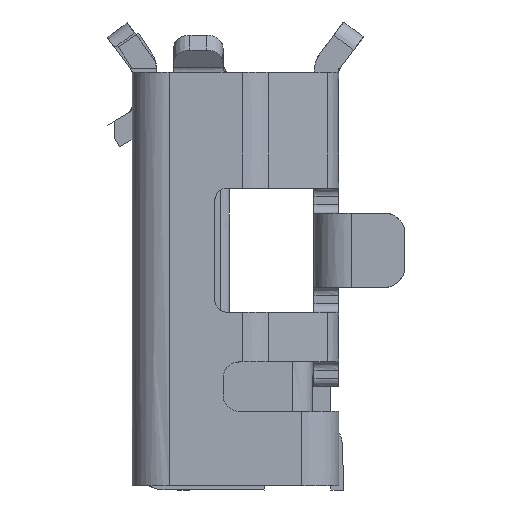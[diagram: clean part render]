
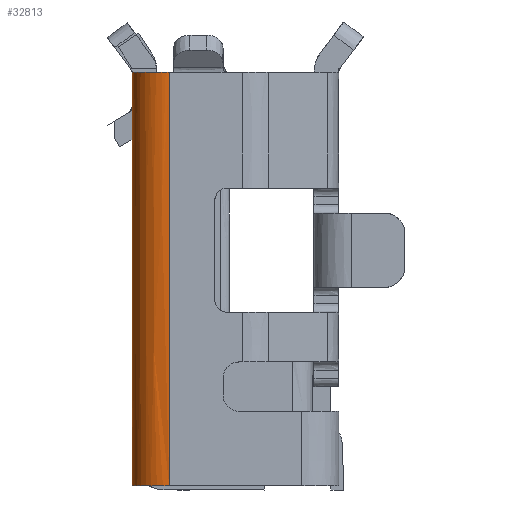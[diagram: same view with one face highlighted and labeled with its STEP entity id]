
A CAD part, left-side view. The second image highlights one B-rep face of the part: STEP entity #32813.
In plain terms, the highlighted free-form (B-spline) face has degree [3, 3] with [10, 4] control points.
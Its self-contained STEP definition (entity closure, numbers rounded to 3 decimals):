
#395 = CARTESIAN_POINT ( 'NONE',  ( 94.25, 2.425, 2.8 ) ) ;
#1047 = EDGE_CURVE ( 'NONE', #21950, #4362, #24529, .T. ) ;
#1124 = FACE_OUTER_BOUND ( 'NONE', #25534, .T. ) ;
#1323 = VECTOR ( 'NONE', #25584, 1000. ) ;
#1848 = CARTESIAN_POINT ( 'NONE',  ( 94.714, 2.875, 1.933 ) ) ;
#1976 = CARTESIAN_POINT ( 'NONE',  ( 94.679, 2.876, 5.4 ) ) ;
#2116 = CARTESIAN_POINT ( 'NONE',  ( 94.344, 2.707, 0.2 ) ) ;
#2242 = CARTESIAN_POINT ( 'NONE',  ( 94.249, 2.446, 1.933 ) ) ;
#2514 = CARTESIAN_POINT ( 'NONE',  ( 94.604, 2.868, 0.3 ) ) ;
#2947 = ORIENTED_EDGE ( 'NONE', *, *, #17029, .F. ) ;
#3466 = CARTESIAN_POINT ( 'NONE',  ( 94.25, 2.425, 0.3 ) ) ;
#4362 = VERTEX_POINT ( 'NONE', #20595 ) ;
#4863 = CARTESIAN_POINT ( 'NONE',  ( 94.609, 2.87, 1.933 ) ) ;
#4975 = CARTESIAN_POINT ( 'NONE',  ( 94.344, 2.707, 3.667 ) ) ;
#5095 = CARTESIAN_POINT ( 'NONE',  ( 94.249, 2.446, 5.4 ) ) ;
#5100 = ORIENTED_EDGE ( 'NONE', *, *, #9391, .T. ) ;
#5130 = CARTESIAN_POINT ( 'NONE',  ( 94.25, 2.425, 0.3 ) ) ;
#5378 = CARTESIAN_POINT ( 'NONE',  ( 94.7, 2.875, 0.3 ) ) ;
#7053 = ORIENTED_EDGE ( 'NONE', *, *, #10244, .F. ) ;
#7712 = CARTESIAN_POINT ( 'NONE',  ( 94.609, 2.87, 5.4 ) ) ;
#7840 = CARTESIAN_POINT ( 'NONE',  ( 94.288, 2.617, 0.2 ) ) ;
#7969 = CARTESIAN_POINT ( 'NONE',  ( 94.25, 2.411, 1.933 ) ) ;
#8122 = CARTESIAN_POINT ( 'NONE',  ( 94.25, 2.455, 0.3 ) ) ;
#9391 = EDGE_CURVE ( 'NONE', #21950, #15363, #23932, .T. ) ;
#9418 = B_SPLINE_CURVE_WITH_KNOTS ( 'NONE', 3,
 ( #5130, #8122, #13817, #33136, #16694, #35688, #19533, #2514, #22351, #5378 ),
 .UNSPECIFIED., .F., .F.,
 ( 4, 1, 1, 1, 1, 1, 1, 4 ),
 ( 0., 0., 0., 0., 0., 0.001, 0.001, 0.001 ),
 .UNSPECIFIED. ) ;
#10244 = EDGE_CURVE ( 'NONE', #4362, #17925, #35935, .T. ) ;
#10562 = CARTESIAN_POINT ( 'NONE',  ( 94.508, 2.837, 1.933 ) ) ;
#10690 = CARTESIAN_POINT ( 'NONE',  ( 94.288, 2.617, 3.667 ) ) ;
#10808 = CARTESIAN_POINT ( 'NONE',  ( 94.25, 2.411, 5.4 ) ) ;
#12289 = CARTESIAN_POINT ( 'NONE',  ( 94.7, 2.875, 5.3 ) ) ;
#13272 = CARTESIAN_POINT ( 'NONE',  ( 94.714, 2.875, 3.667 ) ) ;
#13394 = CARTESIAN_POINT ( 'NONE',  ( 94.508, 2.837, 5.4 ) ) ;
#13527 = CARTESIAN_POINT ( 'NONE',  ( 94.255, 2.516, 0.2 ) ) ;
#13817 = CARTESIAN_POINT ( 'NONE',  ( 94.257, 2.521, 0.3 ) ) ;
#14113 = CARTESIAN_POINT ( 'NONE',  ( 94.67, 2.875, 5.3 ) ) ;
#14220 = CARTESIAN_POINT ( 'NONE',  ( 94.7, 2.875, 5.3 ) ) ;
#14342 = CARTESIAN_POINT ( 'NONE',  ( 94.604, 2.868, 5.3 ) ) ;
#14516 = CARTESIAN_POINT ( 'NONE',  ( 94.508, 2.837, 5.3 ) ) ;
#14640 = CARTESIAN_POINT ( 'NONE',  ( 94.418, 2.781, 5.3 ) ) ;
#14718 = CARTESIAN_POINT ( 'NONE',  ( 94.344, 2.707, 5.3 ) ) ;
#14790 = CARTESIAN_POINT ( 'NONE',  ( 94.288, 2.617, 5.3 ) ) ;
#14840 = CARTESIAN_POINT ( 'NONE',  ( 94.257, 2.521, 5.3 ) ) ;
#14890 = CARTESIAN_POINT ( 'NONE',  ( 94.25, 2.455, 5.3 ) ) ;
#14965 = CARTESIAN_POINT ( 'NONE',  ( 94.25, 2.425, 5.3 ) ) ;
#15045 = VECTOR ( 'NONE', #23312, 1000. ) ;
#15363 = VERTEX_POINT ( 'NONE', #25423 ) ;
#16152 = CARTESIAN_POINT ( 'NONE',  ( 94.679, 2.876, 0.2 ) ) ;
#16289 = CARTESIAN_POINT ( 'NONE',  ( 94.418, 2.781, 1.933 ) ) ;
#16420 = CARTESIAN_POINT ( 'NONE',  ( 94.255, 2.516, 3.667 ) ) ;
#16694 = CARTESIAN_POINT ( 'NONE',  ( 94.344, 2.707, 0.3 ) ) ;
#17029 = EDGE_CURVE ( 'NONE', #17925, #15363, #9418, .T. ) ;
#17925 = VERTEX_POINT ( 'NONE', #3466 ) ;
#19017 = CARTESIAN_POINT ( 'NONE',  ( 94.679, 2.876, 3.667 ) ) ;
#19134 = CARTESIAN_POINT ( 'NONE',  ( 94.418, 2.781, 5.4 ) ) ;
#19256 = CARTESIAN_POINT ( 'NONE',  ( 94.249, 2.446, 0.2 ) ) ;
#19533 = CARTESIAN_POINT ( 'NONE',  ( 94.508, 2.837, 0.3 ) ) ;
#20595 = CARTESIAN_POINT ( 'NONE',  ( 94.25, 2.425, 5.3 ) ) ;
#21695 = B_SPLINE_SURFACE_WITH_KNOTS ( 'NONE', 3, 3, ( 
 ( #29929, #1848, #13272, #32650 ),
 ( #16152, #35226, #19017, #1976 ),
 ( #21830, #4863, #24616, #7712 ),
 ( #27359, #10562, #30052, #13394 ),
 ( #32772, #16289, #35332, #19134 ),
 ( #2116, #21967, #4975, #24737 ),
 ( #7840, #27468, #10690, #30176 ),
 ( #13527, #32877, #16420, #35442 ),
 ( #19256, #2242, #22093, #5095 ),
 ( #24857, #7969, #27578, #10808 ) ),
 .UNSPECIFIED., .F., .F., .F.,
 ( 4, 1, 1, 1, 1, 1, 1, 4 ),
 ( 4, 4 ),
 ( 1.539, 1.773, 2.006, 2.24, 2.473, 2.706, 2.94, 3.173 ),
 ( 0., 5.2 ),
 .UNSPECIFIED. ) ;
#21830 = CARTESIAN_POINT ( 'NONE',  ( 94.609, 2.87, 0.2 ) ) ;
#21950 = VERTEX_POINT ( 'NONE', #12289 ) ;
#21967 = CARTESIAN_POINT ( 'NONE',  ( 94.344, 2.707, 1.933 ) ) ;
#22093 = CARTESIAN_POINT ( 'NONE',  ( 94.249, 2.446, 3.667 ) ) ;
#22351 = CARTESIAN_POINT ( 'NONE',  ( 94.67, 2.875, 0.3 ) ) ;
#23312 = DIRECTION ( 'NONE',  ( 0., 0., -1. ) ) ;
#23932 = LINE ( 'NONE', #33541, #1323 ) ;
#24529 = B_SPLINE_CURVE_WITH_KNOTS ( 'NONE', 3,
 ( #14220, #14113, #14342, #14516, #14640, #14718, #14790, #14840, #14890, #14965 ),
 .UNSPECIFIED., .F., .F.,
 ( 4, 1, 1, 1, 1, 1, 1, 4 ),
 ( 0., 0., 0., 0., 0., 0.001, 0.001, 0.001 ),
 .UNSPECIFIED. ) ;
#24616 = CARTESIAN_POINT ( 'NONE',  ( 94.609, 2.87, 3.667 ) ) ;
#24737 = CARTESIAN_POINT ( 'NONE',  ( 94.344, 2.707, 5.4 ) ) ;
#24857 = CARTESIAN_POINT ( 'NONE',  ( 94.25, 2.411, 0.2 ) ) ;
#25423 = CARTESIAN_POINT ( 'NONE',  ( 94.7, 2.875, 0.3 ) ) ;
#25534 = EDGE_LOOP ( 'NONE', ( #2947, #7053, #32322, #5100 ) ) ;
#25584 = DIRECTION ( 'NONE',  ( 0., 0., -1. ) ) ;
#27359 = CARTESIAN_POINT ( 'NONE',  ( 94.508, 2.837, 0.2 ) ) ;
#27468 = CARTESIAN_POINT ( 'NONE',  ( 94.288, 2.617, 1.933 ) ) ;
#27578 = CARTESIAN_POINT ( 'NONE',  ( 94.25, 2.411, 3.667 ) ) ;
#29929 = CARTESIAN_POINT ( 'NONE',  ( 94.714, 2.875, 0.2 ) ) ;
#30052 = CARTESIAN_POINT ( 'NONE',  ( 94.508, 2.837, 3.667 ) ) ;
#30176 = CARTESIAN_POINT ( 'NONE',  ( 94.288, 2.617, 5.4 ) ) ;
#32322 = ORIENTED_EDGE ( 'NONE', *, *, #1047, .F. ) ;
#32650 = CARTESIAN_POINT ( 'NONE',  ( 94.714, 2.875, 5.4 ) ) ;
#32772 = CARTESIAN_POINT ( 'NONE',  ( 94.418, 2.781, 0.2 ) ) ;
#32813 = ADVANCED_FACE ( 'NONE', ( #1124 ), #21695, .T. ) ;
#32877 = CARTESIAN_POINT ( 'NONE',  ( 94.255, 2.516, 1.933 ) ) ;
#33136 = CARTESIAN_POINT ( 'NONE',  ( 94.288, 2.617, 0.3 ) ) ;
#33541 = CARTESIAN_POINT ( 'NONE',  ( 94.7, 2.875, 2.8 ) ) ;
#35226 = CARTESIAN_POINT ( 'NONE',  ( 94.679, 2.876, 1.933 ) ) ;
#35332 = CARTESIAN_POINT ( 'NONE',  ( 94.418, 2.781, 3.667 ) ) ;
#35442 = CARTESIAN_POINT ( 'NONE',  ( 94.255, 2.516, 5.4 ) ) ;
#35688 = CARTESIAN_POINT ( 'NONE',  ( 94.418, 2.781, 0.3 ) ) ;
#35935 = LINE ( 'NONE', #395, #15045 ) ;
